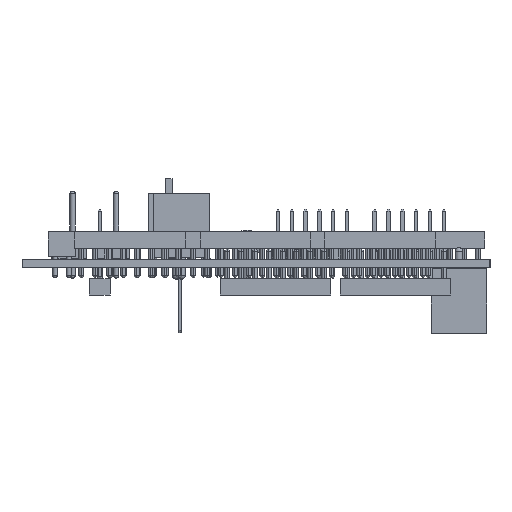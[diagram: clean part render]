
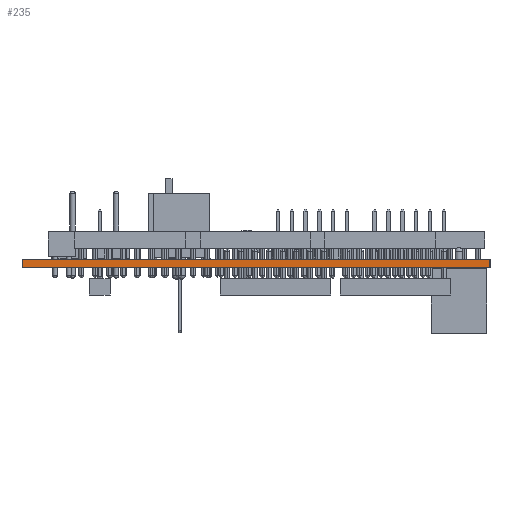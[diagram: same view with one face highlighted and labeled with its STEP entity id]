
A CAD part, left-side view. The second image highlights one B-rep face of the part: STEP entity #235.
In plain terms, the highlighted planar face has unit normal (-1, 0, 0).
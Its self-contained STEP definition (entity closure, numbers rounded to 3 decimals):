
#179 = VERTEX_POINT('',#180);
#180 = CARTESIAN_POINT('',(-85.,29.3,0.803));
#186 = EDGE_CURVE('',#187,#179,#189,.T.);
#187 = VERTEX_POINT('',#188);
#188 = CARTESIAN_POINT('',(-85.,29.3,-0.803));
#189 = LINE('',#190,#191);
#190 = CARTESIAN_POINT('',(-85.,29.3,-0.803));
#191 = VECTOR('',#192,1.);
#192 = DIRECTION('',(0.,0.,1.));
#235 = ADVANCED_FACE('',(#236),#261,.F.);
#236 = FACE_BOUND('',#237,.F.);
#237 = EDGE_LOOP('',(#238,#239,#247,#255));
#238 = ORIENTED_EDGE('',*,*,#186,.T.);
#239 = ORIENTED_EDGE('',*,*,#240,.T.);
#240 = EDGE_CURVE('',#179,#241,#243,.T.);
#241 = VERTEX_POINT('',#242);
#242 = CARTESIAN_POINT('',(-85.,-56.7,0.803));
#243 = LINE('',#244,#245);
#244 = CARTESIAN_POINT('',(-85.,29.3,0.803));
#245 = VECTOR('',#246,1.);
#246 = DIRECTION('',(0.,-1.,0.));
#247 = ORIENTED_EDGE('',*,*,#248,.F.);
#248 = EDGE_CURVE('',#249,#241,#251,.T.);
#249 = VERTEX_POINT('',#250);
#250 = CARTESIAN_POINT('',(-85.,-56.7,-0.803));
#251 = LINE('',#252,#253);
#252 = CARTESIAN_POINT('',(-85.,-56.7,-0.803));
#253 = VECTOR('',#254,1.);
#254 = DIRECTION('',(0.,0.,1.));
#255 = ORIENTED_EDGE('',*,*,#256,.F.);
#256 = EDGE_CURVE('',#187,#249,#257,.T.);
#257 = LINE('',#258,#259);
#258 = CARTESIAN_POINT('',(-85.,29.3,-0.803));
#259 = VECTOR('',#260,1.);
#260 = DIRECTION('',(0.,-1.,0.));
#261 = PLANE('',#262);
#262 = AXIS2_PLACEMENT_3D('',#263,#264,#265);
#263 = CARTESIAN_POINT('',(-85.,29.3,-0.803));
#264 = DIRECTION('',(1.,0.,0.));
#265 = DIRECTION('',(0.,-1.,0.));
